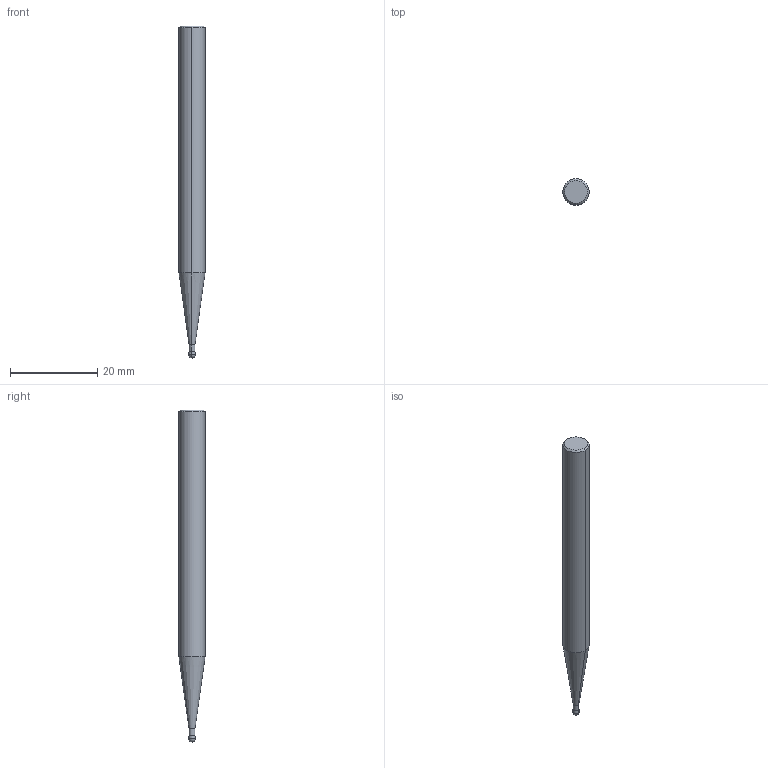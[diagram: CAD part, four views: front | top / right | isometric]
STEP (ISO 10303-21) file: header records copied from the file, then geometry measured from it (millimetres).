
FILE_DESCRIPTION (( 'STEP AP203' ), '1' );
FILE_NAME ('91350.STEP', '2024-02-29T19:21:57', ( '' ), ( '' ), 'SwSTEP 2.0', 'SolidWorks 2023', '' );
FILE_SCHEMA (( 'CONFIG_CONTROL_DESIGN' ));
Length unit declared in the file: inch
Products named in the file (1): 91350
Bounding box: 6 x 6 x 76 mm (x, y, z)
Volume: 1800 mm3; surface area: 1298.4 mm2
Topology: 2 solids, 2 shells, 17 faces, 34 edges, 19 vertices
Faces by surface type: cone 6, cylinder 4, plane 3, torus 2, sphere 2
Entity records: 489 total; most frequent: DIRECTION 86, CARTESIAN_POINT 65, ORIENTED_EDGE 60, AXIS2_PLACEMENT_3D 38, EDGE_CURVE 30, CIRCLE 20, EDGE_LOOP 17, ADVANCED_FACE 17
